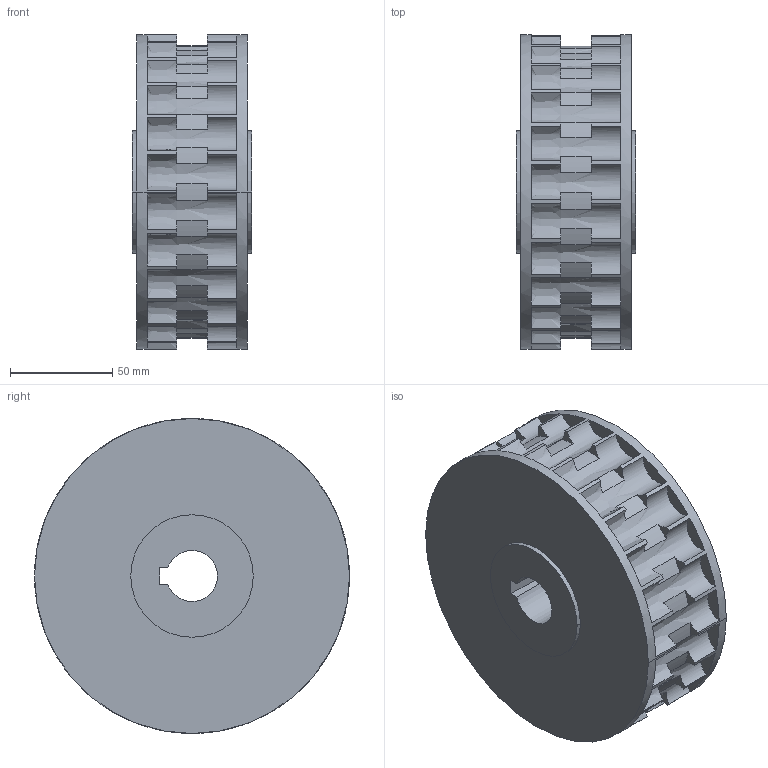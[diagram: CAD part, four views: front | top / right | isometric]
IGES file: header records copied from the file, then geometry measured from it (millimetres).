
Start section:  PTC IGES file: l0815665331.igs
Global section: file name: l0815665331.igs; native system: Pro/ENGINEER by Parametric Technology Corporation; preprocessor: 2006460; author: Andrea.Castagnoli; organization: Unknown; date: 20070305.154033; units: millimetre
Bounding box: 58.5 x 154.2 x 154.2 mm (x, y, z)
Volume: 881997.4 mm3; surface area: 78173.9 mm2
Topology: 1 solids, 1 shells, 166 faces, 486 edges, 324 vertices
Faces by surface type: bspline 107, revolution 59
